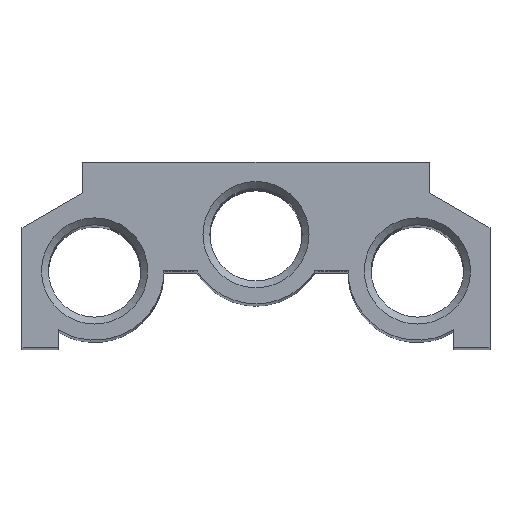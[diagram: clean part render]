
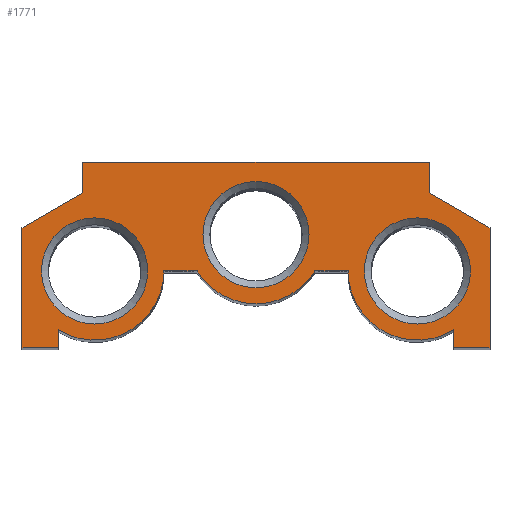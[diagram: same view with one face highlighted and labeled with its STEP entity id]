
A CAD part, top view. The second image highlights one B-rep face of the part: STEP entity #1771.
In plain terms, the highlighted planar face has unit normal (0, 0, 1).
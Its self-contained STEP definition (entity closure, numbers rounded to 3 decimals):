
#86=PLANE('',#1956);
#114=LINE('',#2908,#176);
#118=LINE('',#2916,#180);
#121=LINE('',#2922,#183);
#123=LINE('',#2925,#185);
#126=LINE('',#2932,#188);
#128=LINE('',#2942,#190);
#132=LINE('',#2950,#194);
#135=LINE('',#2956,#197);
#138=LINE('',#2962,#200);
#141=LINE('',#2968,#203);
#144=LINE('',#2974,#206);
#147=LINE('',#3052,#209);
#149=LINE('',#3055,#211);
#176=VECTOR('',#2167,1000.);
#180=VECTOR('',#2173,1000.);
#183=VECTOR('',#2178,1000.);
#185=VECTOR('',#2182,1000.);
#188=VECTOR('',#2189,1000.);
#190=VECTOR('',#2203,1000.);
#194=VECTOR('',#2211,1000.);
#197=VECTOR('',#2216,1000.);
#200=VECTOR('',#2221,1000.);
#203=VECTOR('',#2226,1000.);
#206=VECTOR('',#2231,1000.);
#209=VECTOR('',#2308,1000.);
#211=VECTOR('',#2312,1000.);
#396=ORIENTED_EDGE('',*,*,#774,.T.);
#397=ORIENTED_EDGE('',*,*,#775,.T.);
#398=ORIENTED_EDGE('',*,*,#776,.T.);
#399=ORIENTED_EDGE('',*,*,#696,.T.);
#400=ORIENTED_EDGE('',*,*,#700,.T.);
#401=ORIENTED_EDGE('',*,*,#703,.T.);
#402=ORIENTED_EDGE('',*,*,#705,.T.);
#403=ORIENTED_EDGE('',*,*,#682,.T.);
#404=ORIENTED_EDGE('',*,*,#709,.T.);
#405=ORIENTED_EDGE('',*,*,#713,.T.);
#406=ORIENTED_EDGE('',*,*,#715,.T.);
#407=ORIENTED_EDGE('',*,*,#692,.T.);
#408=ORIENTED_EDGE('',*,*,#720,.T.);
#409=ORIENTED_EDGE('',*,*,#723,.T.);
#410=ORIENTED_EDGE('',*,*,#726,.T.);
#411=ORIENTED_EDGE('',*,*,#729,.T.);
#412=ORIENTED_EDGE('',*,*,#732,.T.);
#413=ORIENTED_EDGE('',*,*,#771,.T.);
#414=ORIENTED_EDGE('',*,*,#773,.T.);
#682=EDGE_CURVE('',#886,#885,#1056,.T.);
#692=EDGE_CURVE('',#896,#895,#1059,.T.);
#696=EDGE_CURVE('',#900,#899,#114,.T.);
#700=EDGE_CURVE('',#899,#902,#118,.T.);
#703=EDGE_CURVE('',#902,#904,#121,.T.);
#705=EDGE_CURVE('',#904,#886,#123,.T.);
#709=EDGE_CURVE('',#885,#906,#126,.T.);
#713=EDGE_CURVE('',#906,#908,#1063,.T.);
#715=EDGE_CURVE('',#908,#896,#128,.T.);
#720=EDGE_CURVE('',#895,#910,#132,.T.);
#723=EDGE_CURVE('',#910,#912,#135,.T.);
#726=EDGE_CURVE('',#912,#914,#138,.T.);
#729=EDGE_CURVE('',#914,#916,#141,.T.);
#732=EDGE_CURVE('',#916,#918,#144,.T.);
#771=EDGE_CURVE('',#918,#956,#147,.T.);
#773=EDGE_CURVE('',#956,#900,#149,.T.);
#774=EDGE_CURVE('',#957,#957,#1102,.T.);
#775=EDGE_CURVE('',#958,#958,#1103,.T.);
#776=EDGE_CURVE('',#959,#959,#1104,.T.);
#885=VERTEX_POINT('',#2853);
#886=VERTEX_POINT('',#2855);
#895=VERTEX_POINT('',#2898);
#896=VERTEX_POINT('',#2900);
#899=VERTEX_POINT('',#2907);
#900=VERTEX_POINT('',#2909);
#902=VERTEX_POINT('',#2915);
#904=VERTEX_POINT('',#2921);
#906=VERTEX_POINT('',#2931);
#908=VERTEX_POINT('',#2938);
#910=VERTEX_POINT('',#2949);
#912=VERTEX_POINT('',#2955);
#914=VERTEX_POINT('',#2961);
#916=VERTEX_POINT('',#2967);
#918=VERTEX_POINT('',#2973);
#956=VERTEX_POINT('',#3051);
#957=VERTEX_POINT('',#3058);
#958=VERTEX_POINT('',#3060);
#959=VERTEX_POINT('',#3062);
#1056=CIRCLE('',#1895,8.579);
#1059=CIRCLE('',#1899,8.579);
#1063=CIRCLE('',#1909,8.579);
#1102=CIRCLE('',#1957,6.579);
#1103=CIRCLE('',#1958,6.579);
#1104=CIRCLE('',#1959,6.579);
#1237=EDGE_LOOP('',(#396));
#1238=EDGE_LOOP('',(#397));
#1239=EDGE_LOOP('',(#398));
#1240=EDGE_LOOP('',(#399,#400,#401,#402,#403,#404,#405,#406,#407,#408,#409,
#410,#411,#412,#413,#414));
#1497=FACE_BOUND('',#1237,.T.);
#1498=FACE_BOUND('',#1238,.T.);
#1499=FACE_BOUND('',#1239,.T.);
#1500=FACE_BOUND('',#1240,.T.);
#1771=ADVANCED_FACE('',(#1497,#1498,#1499,#1500),#86,.T.);
#1895=AXIS2_PLACEMENT_3D('',#2854,#2147,#2148);
#1899=AXIS2_PLACEMENT_3D('',#2899,#2160,#2161);
#1909=AXIS2_PLACEMENT_3D('',#2939,#2197,#2198);
#1956=AXIS2_PLACEMENT_3D('',#3056,#2313,#2314);
#1957=AXIS2_PLACEMENT_3D('',#3057,#2315,#2316);
#1958=AXIS2_PLACEMENT_3D('',#3059,#2317,#2318);
#1959=AXIS2_PLACEMENT_3D('',#3061,#2319,#2320);
#2147=DIRECTION('',(0.,0.,1.));
#2148=DIRECTION('',(1.,0.,0.));
#2160=DIRECTION('',(0.,0.,1.));
#2161=DIRECTION('',(1.,0.,0.));
#2167=DIRECTION('',(-0.866,-0.5,0.));
#2173=DIRECTION('',(0.,-1.,0.));
#2178=DIRECTION('',(1.,0.,0.));
#2182=DIRECTION('',(0.,1.,0.));
#2189=DIRECTION('',(1.,0.,0.));
#2197=DIRECTION('',(0.,0.,1.));
#2198=DIRECTION('',(1.,0.,0.));
#2203=DIRECTION('',(1.,0.,0.));
#2211=DIRECTION('',(0.,-1.,0.));
#2216=DIRECTION('',(1.,0.,0.));
#2221=DIRECTION('',(0.,1.,0.));
#2226=DIRECTION('',(-0.866,0.5,0.));
#2231=DIRECTION('',(0.,1.,0.));
#2308=DIRECTION('',(-1.,0.,0.));
#2312=DIRECTION('',(0.,-1.,0.));
#2313=DIRECTION('',(0.,0.,1.));
#2314=DIRECTION('',(1.,0.,0.));
#2315=DIRECTION('',(0.,0.,-1.));
#2316=DIRECTION('',(-1.,0.,0.));
#2317=DIRECTION('',(0.,0.,-1.));
#2318=DIRECTION('',(-1.,0.,0.));
#2319=DIRECTION('',(0.,0.,-1.));
#2320=DIRECTION('',(-1.,0.,0.));
#2853=CARTESIAN_POINT('',(-11.422,9.5,171.));
#2854=CARTESIAN_POINT('',(-20.,9.5,171.));
#2855=CARTESIAN_POINT('',(-24.5,2.197,171.));
#2898=CARTESIAN_POINT('',(24.5,2.197,171.));
#2899=CARTESIAN_POINT('',(20.,9.5,171.));
#2900=CARTESIAN_POINT('',(11.422,9.5,171.));
#2907=CARTESIAN_POINT('',(-29.,14.837,171.));
#2908=CARTESIAN_POINT('',(-21.5,19.167,171.));
#2909=CARTESIAN_POINT('',(-21.5,19.167,171.));
#2915=CARTESIAN_POINT('',(-29.,0.,171.));
#2916=CARTESIAN_POINT('',(-29.,14.837,171.));
#2921=CARTESIAN_POINT('',(-24.5,0.,171.));
#2922=CARTESIAN_POINT('',(-29.,0.,171.));
#2925=CARTESIAN_POINT('',(-24.5,0.,171.));
#2931=CARTESIAN_POINT('',(-7.303,9.5,171.));
#2932=CARTESIAN_POINT('',(-11.422,9.5,171.));
#2938=CARTESIAN_POINT('',(7.303,9.5,171.));
#2939=CARTESIAN_POINT('',(0.,14.,171.));
#2942=CARTESIAN_POINT('',(7.303,9.5,171.));
#2949=CARTESIAN_POINT('',(24.5,0.,171.));
#2950=CARTESIAN_POINT('',(24.5,2.197,171.));
#2955=CARTESIAN_POINT('',(29.,0.,171.));
#2956=CARTESIAN_POINT('',(24.5,0.,171.));
#2961=CARTESIAN_POINT('',(29.,14.837,171.));
#2962=CARTESIAN_POINT('',(29.,0.,171.));
#2967=CARTESIAN_POINT('',(21.5,19.167,171.));
#2968=CARTESIAN_POINT('',(29.,14.837,171.));
#2973=CARTESIAN_POINT('',(21.5,23.,171.));
#2974=CARTESIAN_POINT('',(21.5,19.167,171.));
#3051=CARTESIAN_POINT('',(-21.5,23.,171.));
#3052=CARTESIAN_POINT('',(21.5,23.,171.));
#3055=CARTESIAN_POINT('',(-21.5,23.,171.));
#3056=CARTESIAN_POINT('',(-20.,9.5,171.));
#3057=CARTESIAN_POINT('',(0.,14.,171.));
#3058=CARTESIAN_POINT('',(-6.579,14.,171.));
#3059=CARTESIAN_POINT('',(-20.,9.5,171.));
#3060=CARTESIAN_POINT('',(-26.579,9.5,171.));
#3061=CARTESIAN_POINT('',(20.,9.5,171.));
#3062=CARTESIAN_POINT('',(13.422,9.5,171.));
